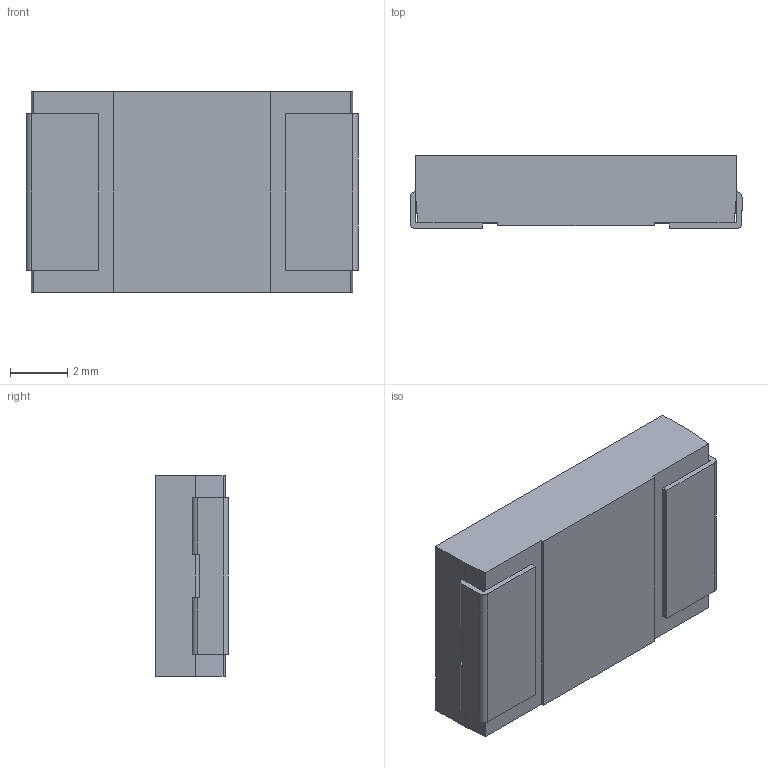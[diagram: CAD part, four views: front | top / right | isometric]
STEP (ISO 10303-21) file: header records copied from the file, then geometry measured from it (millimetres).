
FILE_DESCRIPTION (( 'STEP AP214' ), '1' );
FILE_NAME ('WSR5R1000FEA.STEP', '2023-04-28T00:13:47', ( '' ), ( '' ), 'SwSTEP 2.0', 'SolidWorks 2021', '' );
FILE_SCHEMA (( 'AUTOMOTIVE_DESIGN' ));
Length unit declared in the file: inch
Products named in the file (1): WSR5R1000FEA
Bounding box: 11.56 x 2.54 x 6.99 mm (x, y, z)
Volume: 193.7 mm3; surface area: 413.7 mm2
Topology: 4 solids, 4 shells, 49 faces, 120 edges, 80 vertices
Faces by surface type: plane 43, cylinder 6
Entity records: 1499 total; most frequent: CARTESIAN_POINT 250, ORIENTED_EDGE 240, DIRECTION 232, EDGE_CURVE 120, LINE 108, VECTOR 108, VERTEX_POINT 80, AXIS2_PLACEMENT_3D 62
